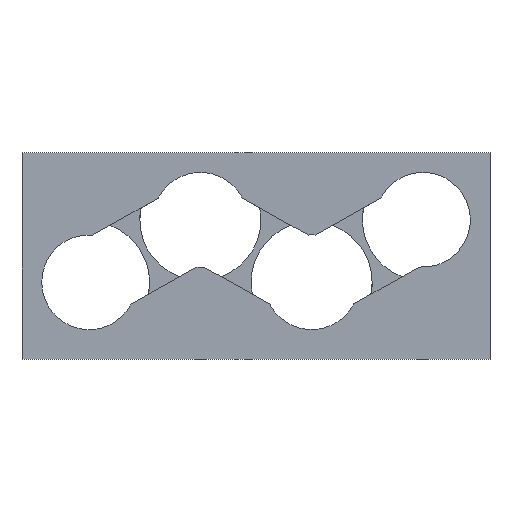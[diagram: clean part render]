
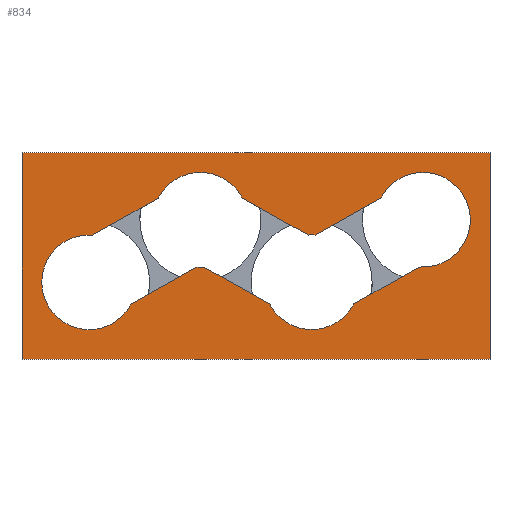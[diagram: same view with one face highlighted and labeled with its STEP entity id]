
A CAD part, top view. The second image highlights one B-rep face of the part: STEP entity #834.
In plain terms, the highlighted planar face has unit normal (0, 0, 1).
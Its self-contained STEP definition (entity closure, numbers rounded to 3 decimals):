
#14 = CARTESIAN_POINT ( 'NONE',  ( 44.336, 12.782, 1. ) ) ;
#23 = DIRECTION ( 'NONE',  ( 0., 0., -1. ) ) ;
#28 = ORIENTED_EDGE ( 'NONE', *, *, #948, .T. ) ;
#66 = AXIS2_PLACEMENT_3D ( 'NONE', #1149, #1262, #1036 ) ;
#69 = DIRECTION ( 'NONE',  ( 0., -1., 0. ) ) ;
#80 = ORIENTED_EDGE ( 'NONE', *, *, #587, .T. ) ;
#84 = VERTEX_POINT ( 'NONE', #985 ) ;
#92 = CARTESIAN_POINT ( 'NONE',  ( 16.915, 16.382, 1. ) ) ;
#113 = LINE ( 'NONE', #1097, #1066 ) ;
#118 = DIRECTION ( 'NONE',  ( -1., 0., 0. ) ) ;
#128 = CARTESIAN_POINT ( 'NONE',  ( 33.298, 7.18, 1. ) ) ;
#146 = EDGE_CURVE ( 'NONE', #1359, #174, #616, .T. ) ;
#152 = VECTOR ( 'NONE', #447, 1000. ) ;
#159 = CIRCLE ( 'NONE', #723, 7.2 ) ;
#160 = CARTESIAN_POINT ( 'NONE',  ( 50.212, 2.32, 1. ) ) ;
#168 = VERTEX_POINT ( 'NONE', #1124 ) ;
#171 = DIRECTION ( 'NONE',  ( -0.872, 0.49, 0. ) ) ;
#174 = VERTEX_POINT ( 'NONE', #995 ) ;
#192 = FACE_OUTER_BOUND ( 'NONE', #528, .T. ) ;
#201 = ORIENTED_EDGE ( 'NONE', *, *, #387, .T. ) ;
#225 = ORIENTED_EDGE ( 'NONE', *, *, #1300, .T. ) ;
#226 = VECTOR ( 'NONE', #1264, 1000. ) ;
#228 = VERTEX_POINT ( 'NONE', #782 ) ;
#240 = DIRECTION ( 'NONE',  ( -1., 0., 0. ) ) ;
#244 = EDGE_CURVE ( 'NONE', #276, #472, #390, .T. ) ;
#245 = CARTESIAN_POINT ( 'NONE',  ( 16.915, 9.5, 1. ) ) ;
#247 = AXIS2_PLACEMENT_3D ( 'NONE', #600, #385, #1355 ) ;
#258 = ORIENTED_EDGE ( 'NONE', *, *, #1022, .T. ) ;
#260 = CARTESIAN_POINT ( 'NONE',  ( -10.2, -11.7, 1. ) ) ;
#276 = VERTEX_POINT ( 'NONE', #677 ) ;
#323 = CARTESIAN_POINT ( 'NONE',  ( 16.383, 2.32, 1. ) ) ;
#335 = LINE ( 'NONE', #955, #838 ) ;
#352 = VECTOR ( 'NONE', #900, 1000. ) ;
#355 = EDGE_CURVE ( 'NONE', #168, #1265, #1272, .T. ) ;
#375 = CARTESIAN_POINT ( 'NONE',  ( 16.915, 9.5, 1. ) ) ;
#379 = DIRECTION ( 'NONE',  ( 0., 0., -1. ) ) ;
#385 = DIRECTION ( 'NONE',  ( 0., 0., -1. ) ) ;
#387 = EDGE_CURVE ( 'NONE', #228, #463, #928, .T. ) ;
#390 = LINE ( 'NONE', #92, #1024 ) ;
#425 = CARTESIAN_POINT ( 'NONE',  ( 0.532, 7.18, 1. ) ) ;
#444 = ORIENTED_EDGE ( 'NONE', *, *, #355, .T. ) ;
#447 = DIRECTION ( 'NONE',  ( 0.872, 0.49, 0. ) ) ;
#454 = VERTEX_POINT ( 'NONE', #1056 ) ;
#461 = DIRECTION ( 'NONE',  ( -0.872, -0.49, 0. ) ) ;
#463 = VERTEX_POINT ( 'NONE', #974 ) ;
#466 = DIRECTION ( 'NONE',  ( -1., 0., 0. ) ) ;
#472 = VERTEX_POINT ( 'NONE', #128 ) ;
#475 = AXIS2_PLACEMENT_3D ( 'NONE', #932, #1154, #719 ) ;
#488 = VERTEX_POINT ( 'NONE', #1006 ) ;
#498 = ORIENTED_EDGE ( 'NONE', *, *, #951, .T. ) ;
#522 = ORIENTED_EDGE ( 'NONE', *, *, #1410, .T. ) ;
#523 = LINE ( 'NONE', #1177, #226 ) ;
#524 = VERTEX_POINT ( 'NONE', #1304 ) ;
#528 = EDGE_LOOP ( 'NONE', ( #201, #601, #1318, #1324 ) ) ;
#533 = CARTESIAN_POINT ( 'NONE',  ( 6.408, -3.282, 1. ) ) ;
#558 = LINE ( 'NONE', #1349, #984 ) ;
#562 = DIRECTION ( 'NONE',  ( 0.872, -0.49, 0. ) ) ;
#574 = LINE ( 'NONE', #856, #1163 ) ;
#587 = EDGE_CURVE ( 'NONE', #454, #922, #113, .T. ) ;
#589 = CARTESIAN_POINT ( 'NONE',  ( 17.447, 2.32, 1. ) ) ;
#591 = DIRECTION ( 'NONE',  ( -1., 0., 0. ) ) ;
#600 = CARTESIAN_POINT ( 'NONE',  ( 33.83, 0., 1. ) ) ;
#601 = ORIENTED_EDGE ( 'NONE', *, *, #773, .T. ) ;
#616 = LINE ( 'NONE', #1226, #352 ) ;
#642 = CARTESIAN_POINT ( 'NONE',  ( 0., 0., 1. ) ) ;
#647 = VECTOR ( 'NONE', #69, 1000. ) ;
#666 = EDGE_CURVE ( 'NONE', #1150, #84, #523, .T. ) ;
#677 = CARTESIAN_POINT ( 'NONE',  ( 23.323, 12.782, 1. ) ) ;
#683 = CARTESIAN_POINT ( 'NONE',  ( 0., 0., 1. ) ) ;
#719 = DIRECTION ( 'NONE',  ( -1., 0., 0. ) ) ;
#720 = AXIS2_PLACEMENT_3D ( 'NONE', #375, #379, #466 ) ;
#723 = AXIS2_PLACEMENT_3D ( 'NONE', #245, #1211, #118 ) ;
#757 = DIRECTION ( 'NONE',  ( 0., 0., -1. ) ) ;
#763 = VERTEX_POINT ( 'NONE', #323 ) ;
#772 = AXIS2_PLACEMENT_3D ( 'NONE', #1234, #1345, #591 ) ;
#773 = EDGE_CURVE ( 'NONE', #463, #1359, #574, .T. ) ;
#782 = CARTESIAN_POINT ( 'NONE',  ( -10.2, 19.7, 1. ) ) ;
#789 = CIRCLE ( 'NONE', #66, 7.2 ) ;
#809 = ORIENTED_EDGE ( 'NONE', *, *, #244, .T. ) ;
#820 = AXIS2_PLACEMENT_3D ( 'NONE', #683, #23, #240 ) ;
#834 = ADVANCED_FACE ( 'NONE', ( #192, #1375 ), #1283, .F. ) ;
#838 = VECTOR ( 'NONE', #171, 1000. ) ;
#844 = ORIENTED_EDGE ( 'NONE', *, *, #1186, .T. ) ;
#856 = CARTESIAN_POINT ( 'NONE',  ( -10.2, -11.7, 1. ) ) ;
#871 = LINE ( 'NONE', #876, #959 ) ;
#876 = CARTESIAN_POINT ( 'NONE',  ( 16.915, 2.618, 1. ) ) ;
#900 = DIRECTION ( 'NONE',  ( 0., 1., 0. ) ) ;
#905 = CARTESIAN_POINT ( 'NONE',  ( 60.944, -11.7, 1. ) ) ;
#922 = VERTEX_POINT ( 'NONE', #14 ) ;
#928 = LINE ( 'NONE', #260, #647 ) ;
#929 = ORIENTED_EDGE ( 'NONE', *, *, #1045, .T. ) ;
#932 = CARTESIAN_POINT ( 'NONE',  ( 0., 0., 1. ) ) ;
#948 = EDGE_CURVE ( 'NONE', #763, #1279, #871, .T. ) ;
#951 = EDGE_CURVE ( 'NONE', #1265, #488, #1248, .T. ) ;
#953 = ORIENTED_EDGE ( 'NONE', *, *, #666, .T. ) ;
#955 = CARTESIAN_POINT ( 'NONE',  ( 33.83, -6.882, 1. ) ) ;
#959 = VECTOR ( 'NONE', #461, 1000. ) ;
#966 = CIRCLE ( 'NONE', #247, 7.2 ) ;
#971 = DIRECTION ( 'NONE',  ( 1., 0., 0. ) ) ;
#974 = CARTESIAN_POINT ( 'NONE',  ( -10.2, -11.7, 1. ) ) ;
#984 = VECTOR ( 'NONE', #1282, 1000. ) ;
#985 = CARTESIAN_POINT ( 'NONE',  ( 40.238, -3.282, 1. ) ) ;
#993 = DIRECTION ( 'NONE',  ( 0.872, 0.49, 0. ) ) ;
#995 = CARTESIAN_POINT ( 'NONE',  ( 60.944, 19.7, 1. ) ) ;
#1002 = CIRCLE ( 'NONE', #720, 7.2 ) ;
#1006 = CARTESIAN_POINT ( 'NONE',  ( 10.507, 12.782, 1. ) ) ;
#1022 = EDGE_CURVE ( 'NONE', #488, #276, #1002, .T. ) ;
#1024 = VECTOR ( 'NONE', #562, 1000. ) ;
#1036 = DIRECTION ( 'NONE',  ( -1., 0., 0. ) ) ;
#1045 = EDGE_CURVE ( 'NONE', #472, #454, #1104, .T. ) ;
#1056 = CARTESIAN_POINT ( 'NONE',  ( 34.362, 7.18, 1. ) ) ;
#1066 = VECTOR ( 'NONE', #993, 1000. ) ;
#1070 = CIRCLE ( 'NONE', #475, 7.2 ) ;
#1076 = DIRECTION ( 'NONE',  ( -1., 0., 0. ) ) ;
#1085 = EDGE_CURVE ( 'NONE', #174, #228, #558, .T. ) ;
#1094 = CARTESIAN_POINT ( 'NONE',  ( -2.938, 5.231, 1. ) ) ;
#1097 = CARTESIAN_POINT ( 'NONE',  ( 33.83, 6.882, 1. ) ) ;
#1104 = CIRCLE ( 'NONE', #772, 7.2 ) ;
#1124 = CARTESIAN_POINT ( 'NONE',  ( -7.2, 0., 1. ) ) ;
#1149 = CARTESIAN_POINT ( 'NONE',  ( 50.744, 9.5, 1. ) ) ;
#1150 = VERTEX_POINT ( 'NONE', #160 ) ;
#1154 = DIRECTION ( 'NONE',  ( 0., 0., -1. ) ) ;
#1163 = VECTOR ( 'NONE', #971, 1000. ) ;
#1172 = EDGE_CURVE ( 'NONE', #1279, #168, #1070, .T. ) ;
#1177 = CARTESIAN_POINT ( 'NONE',  ( 53.683, 4.269, 1. ) ) ;
#1186 = EDGE_CURVE ( 'NONE', #524, #1321, #335, .T. ) ;
#1198 = EDGE_CURVE ( 'NONE', #922, #1150, #789, .T. ) ;
#1211 = DIRECTION ( 'NONE',  ( 0., 0., -1. ) ) ;
#1226 = CARTESIAN_POINT ( 'NONE',  ( 60.944, -11.7, 1. ) ) ;
#1234 = CARTESIAN_POINT ( 'NONE',  ( 33.83, 0., 1. ) ) ;
#1248 = LINE ( 'NONE', #1094, #152 ) ;
#1259 = ORIENTED_EDGE ( 'NONE', *, *, #1172, .T. ) ;
#1262 = DIRECTION ( 'NONE',  ( 0., 0., -1. ) ) ;
#1264 = DIRECTION ( 'NONE',  ( -0.872, -0.49, 0. ) ) ;
#1265 = VERTEX_POINT ( 'NONE', #425 ) ;
#1272 = CIRCLE ( 'NONE', #820, 7.2 ) ;
#1279 = VERTEX_POINT ( 'NONE', #533 ) ;
#1282 = DIRECTION ( 'NONE',  ( -1., 0., 0. ) ) ;
#1283 = PLANE ( 'NONE',  #1385 ) ;
#1300 = EDGE_CURVE ( 'NONE', #1321, #763, #159, .T. ) ;
#1304 = CARTESIAN_POINT ( 'NONE',  ( 27.421, -3.282, 1. ) ) ;
#1318 = ORIENTED_EDGE ( 'NONE', *, *, #146, .T. ) ;
#1321 = VERTEX_POINT ( 'NONE', #589 ) ;
#1324 = ORIENTED_EDGE ( 'NONE', *, *, #1085, .T. ) ;
#1343 = EDGE_LOOP ( 'NONE', ( #28, #1259, #444, #498, #258, #809, #929, #80, #1416, #953, #522, #844, #225 ) ) ;
#1345 = DIRECTION ( 'NONE',  ( 0., 0., -1. ) ) ;
#1349 = CARTESIAN_POINT ( 'NONE',  ( -10.2, 19.7, 1. ) ) ;
#1355 = DIRECTION ( 'NONE',  ( -1., 0., 0. ) ) ;
#1359 = VERTEX_POINT ( 'NONE', #905 ) ;
#1375 = FACE_BOUND ( 'NONE', #1343, .T. ) ;
#1385 = AXIS2_PLACEMENT_3D ( 'NONE', #642, #757, #1076 ) ;
#1410 = EDGE_CURVE ( 'NONE', #84, #524, #966, .T. ) ;
#1416 = ORIENTED_EDGE ( 'NONE', *, *, #1198, .T. ) ;
